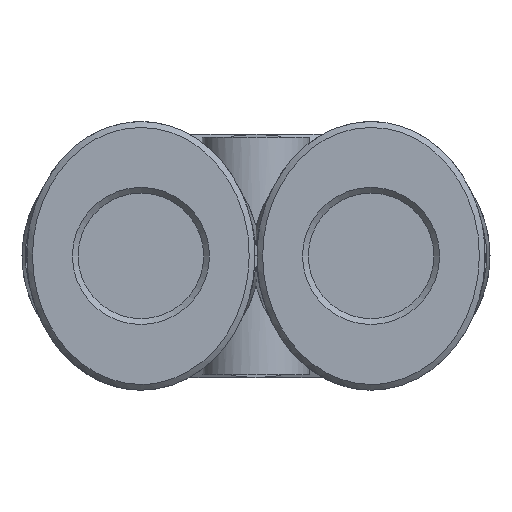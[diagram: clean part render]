
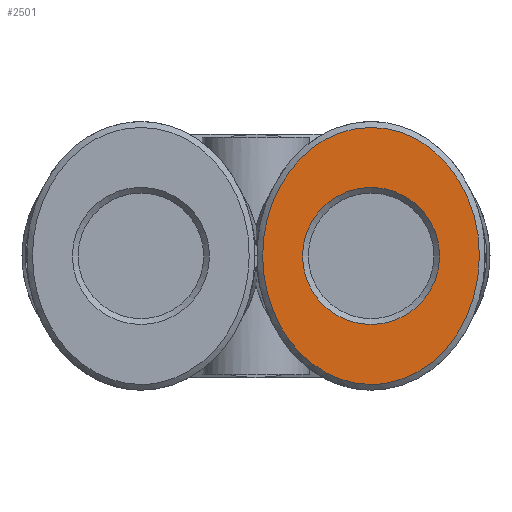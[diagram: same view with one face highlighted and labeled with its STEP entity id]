
A CAD part, left-side view. The second image highlights one B-rep face of the part: STEP entity #2501.
In plain terms, the highlighted face is planar.
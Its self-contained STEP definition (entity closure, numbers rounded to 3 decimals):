
#2434=CARTESIAN_POINT('',(6.7,5.,0.));
#2435=VERTEX_POINT('',#2434);
#2462=CARTESIAN_POINT('',(6.701,5.,0.));
#2463=CARTESIAN_POINT('',(6.702,5.,0.836));
#2464=CARTESIAN_POINT('',(6.252,5.,2.512));
#2465=CARTESIAN_POINT('',(4.341,5.,4.556));
#2466=CARTESIAN_POINT('',(1.558,5.,5.691));
#2467=CARTESIAN_POINT('',(-2.605,5.,5.717));
#2468=CARTESIAN_POINT('',(-6.337,5.,3.162));
#2469=CARTESIAN_POINT('',(-6.912,5.,-0.307));
#2470=CARTESIAN_POINT('',(-5.768,5.,-3.555));
#2471=CARTESIAN_POINT('',(-1.727,5.,-6.315));
#2472=CARTESIAN_POINT('',(3.725,5.,-5.254));
#2473=CARTESIAN_POINT('',(6.246,5.,-2.506));
#2474=CARTESIAN_POINT('',(6.7,5.,-0.837));
#2475=CARTESIAN_POINT('',(6.701,5.,0.));
#2476=B_SPLINE_CURVE_WITH_KNOTS('',3,(#2462,#2463,#2464,#2465,#2466,#2467,#2468,#2469,#2470,#2471,#2472,#2473,#2474,#2475),.UNSPECIFIED.,.T.,.U.,(4,1,1,1,1,1,1,1,1,1,1,4),(-3.142,-2.693,-2.244,-1.795,-1.346,-0.449,0.15,0.449,1.346,2.244,2.693,3.142),.UNSPECIFIED.);
#2477=EDGE_CURVE('',#2435,#2435,#2476,.T.);
#2482=CARTESIAN_POINT('',(0.,5.0,0.));
#2483=DIRECTION('',(0.0,-1.0,0.0));
#2484=DIRECTION('',(0.0,0.0,-1.0));
#2485=AXIS2_PLACEMENT_3D('',#2482,#2483,#2484);
#2486=PLANE('',#2485);
#2487=ORIENTED_EDGE('',*,*,#2477,.F.);
#2488=EDGE_LOOP('',(#2487));
#2489=FACE_OUTER_BOUND('',#2488,.T.);
#2490=CARTESIAN_POINT('',(3.575,5.,0.));
#2491=VERTEX_POINT('',#2490);
#2492=CARTESIAN_POINT('',(0.,5.0,0.0));
#2493=DIRECTION('',(0.0,1.0,0.0));
#2494=DIRECTION('',(-1.0,0.0,0.0));
#2495=AXIS2_PLACEMENT_3D('',#2492,#2493,#2494);
#2496=CIRCLE('',#2495,3.575);
#2497=EDGE_CURVE('',#2491,#2491,#2496,.T.);
#2498=ORIENTED_EDGE('',*,*,#2497,.F.);
#2499=EDGE_LOOP('',(#2498));
#2500=FACE_BOUND('',#2499,.T.);
#2501=ADVANCED_FACE('',(#2489,#2500),#2486,.F.);
